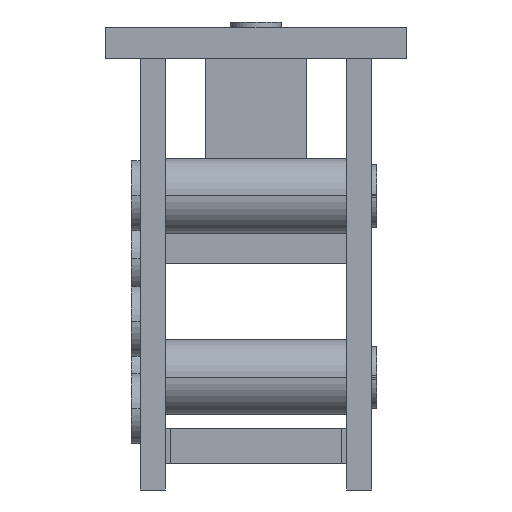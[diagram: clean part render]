
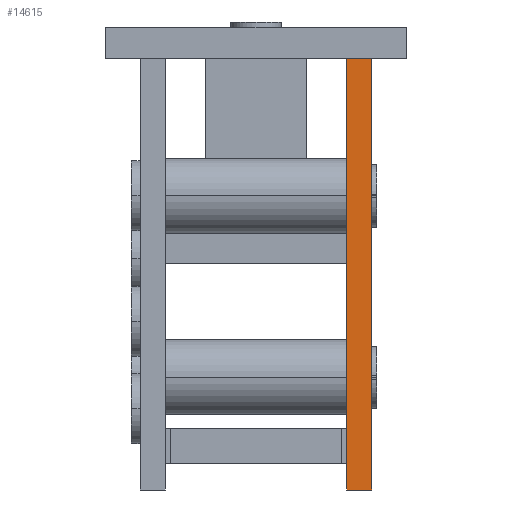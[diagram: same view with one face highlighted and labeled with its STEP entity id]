
A CAD part, front view. The second image highlights one B-rep face of the part: STEP entity #14615.
In plain terms, the highlighted planar face has unit normal (0, -1, 0).
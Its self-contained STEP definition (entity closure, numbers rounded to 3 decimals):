
#115 = DIRECTION ( 'NONE',  ( -1., 0., 0. ) ) ;
#333 = VECTOR ( 'NONE', #13774, 1000. ) ;
#953 = CARTESIAN_POINT ( 'NONE',  ( 7.25, -48.5, -34.5 ) ) ;
#1060 = EDGE_CURVE ( 'NONE', #7451, #17577, #3363, .T. ) ;
#2398 = PLANE ( 'NONE',  #7270 ) ;
#2712 = CARTESIAN_POINT ( 'NONE',  ( 7.25, -48.5, 0. ) ) ;
#2851 = ORIENTED_EDGE ( 'NONE', *, *, #9228, .F. ) ;
#2919 = CARTESIAN_POINT ( 'NONE',  ( 7.25, -48.5, -34.5 ) ) ;
#3363 = LINE ( 'NONE', #8189, #333 ) ;
#4289 = FACE_OUTER_BOUND ( 'NONE', #8117, .T. ) ;
#5548 = EDGE_CURVE ( 'NONE', #17800, #9403, #5782, .T. ) ;
#5782 = LINE ( 'NONE', #6225, #8627 ) ;
#6225 = CARTESIAN_POINT ( 'NONE',  ( 7.25, -48.5, -34.5 ) ) ;
#6378 = CARTESIAN_POINT ( 'NONE',  ( 9.25, -48.5, -34.5 ) ) ;
#6591 = DIRECTION ( 'NONE',  ( 0., 0., 1. ) ) ;
#7270 = AXIS2_PLACEMENT_3D ( 'NONE', #953, #14837, #16237 ) ;
#7451 = VERTEX_POINT ( 'NONE', #6378 ) ;
#7965 = VECTOR ( 'NONE', #15393, 1000. ) ;
#8022 = CARTESIAN_POINT ( 'NONE',  ( 7.25, -48.5, -34.5 ) ) ;
#8117 = EDGE_LOOP ( 'NONE', ( #11911, #13756, #2851, #11323 ) ) ;
#8189 = CARTESIAN_POINT ( 'NONE',  ( 9.25, -48.5, -34.5 ) ) ;
#8627 = VECTOR ( 'NONE', #6591, 1000. ) ;
#9228 = EDGE_CURVE ( 'NONE', #7451, #17800, #16104, .T. ) ;
#9403 = VERTEX_POINT ( 'NONE', #2712 ) ;
#9919 = CARTESIAN_POINT ( 'NONE',  ( 7.25, -48.5, 0. ) ) ;
#11280 = CARTESIAN_POINT ( 'NONE',  ( 9.25, -48.5, 0. ) ) ;
#11323 = ORIENTED_EDGE ( 'NONE', *, *, #1060, .T. ) ;
#11911 = ORIENTED_EDGE ( 'NONE', *, *, #15841, .T. ) ;
#12953 = LINE ( 'NONE', #9919, #7965 ) ;
#13756 = ORIENTED_EDGE ( 'NONE', *, *, #5548, .F. ) ;
#13774 = DIRECTION ( 'NONE',  ( 0., 0., 1. ) ) ;
#14615 = ADVANCED_FACE ( 'NONE', ( #4289 ), #2398, .F. ) ;
#14837 = DIRECTION ( 'NONE',  ( 0., 1., 0. ) ) ;
#15393 = DIRECTION ( 'NONE',  ( -1., 0., 0. ) ) ;
#15841 = EDGE_CURVE ( 'NONE', #17577, #9403, #12953, .T. ) ;
#16104 = LINE ( 'NONE', #2919, #16519 ) ;
#16237 = DIRECTION ( 'NONE',  ( 0., 0., 1. ) ) ;
#16519 = VECTOR ( 'NONE', #115, 1000. ) ;
#17577 = VERTEX_POINT ( 'NONE', #11280 ) ;
#17800 = VERTEX_POINT ( 'NONE', #8022 ) ;
